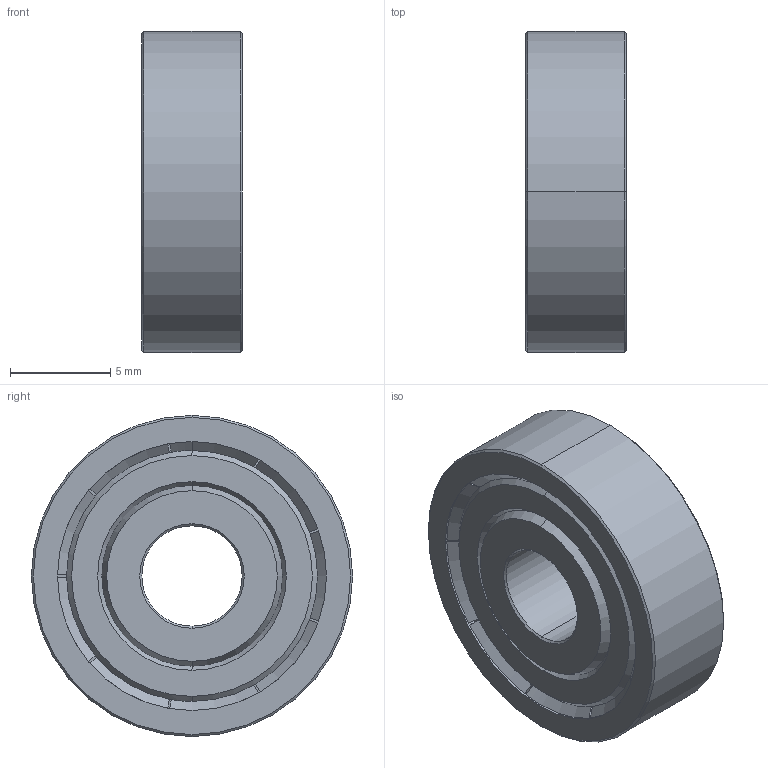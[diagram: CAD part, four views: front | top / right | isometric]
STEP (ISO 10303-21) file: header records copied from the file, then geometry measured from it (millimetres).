
FILE_DESCRIPTION (( 'STEP AP214' ), '1' );
FILE_NAME ('A181 Ïîäøèïíèê 625rs, O 5 O 16.STEP', '2019-10-14T09:51:52', ( 'Windows User' ), ( '' ), 'SwSTEP 2.0', 'SolidWorks 2019', '' );
FILE_SCHEMA (( 'AUTOMOTIVE_DESIGN' ));
Length unit declared in the file: millimetre
Products named in the file (1): A181 Ïîäøèïíèê 625rs, O 5  O 16
Bounding box: 5 x 16 x 16 mm (x, y, z)
Volume: 858.5 mm3; surface area: 741.4 mm2
Topology: 1 solids, 1 shells, 108 faces, 254 edges, 152 vertices
Faces by surface type: plane 60, cone 40, cylinder 8
Entity records: 3274 total; most frequent: CARTESIAN_POINT 635, DIRECTION 552, ORIENTED_EDGE 508, EDGE_CURVE 254, AXIS2_PLACEMENT_3D 225, VERTEX_POINT 152, CIRCLE 116, EDGE_LOOP 114
